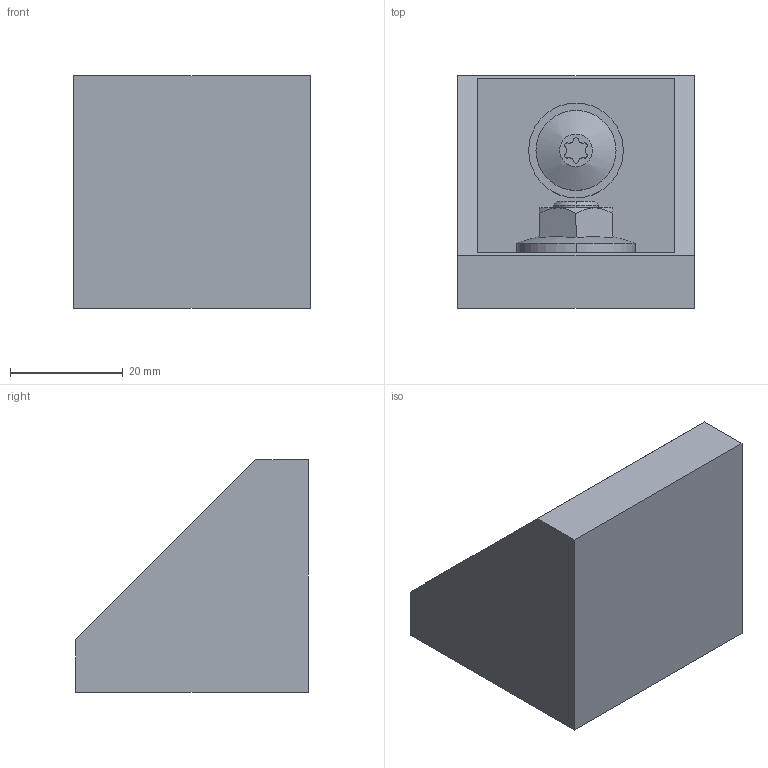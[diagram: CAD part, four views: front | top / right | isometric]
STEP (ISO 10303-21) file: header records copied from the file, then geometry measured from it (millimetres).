
FILE_DESCRIPTION (( 'STEP AP214' ), '1' );
FILE_NAME ('-62611002', '2019-02-04T09:38:03', ( '' ), ('JUGARD+KÜNSTNER GmbH'), 'SwSTEP 2.0', 'SolidWorks 2017', '' );
FILE_SCHEMA (( 'AUTOMOTIVE_DESIGN' ));
Length unit declared in the file: millimetre
Products named in the file (1): -62611002_CNAJF00
Bounding box: 42 x 41.3 x 41.3 mm (x, y, z)
Surface area: 10759.7 mm2 (no closed solid volume)
Topology: 0 solids, 1 shells, 57 faces, 150 edges, 98 vertices
Faces by surface type: cylinder 23, plane 22, cone 9, bspline 3
Entity records: 2078 total; most frequent: CARTESIAN_POINT 509, DIRECTION 310, ORIENTED_EDGE 287, EDGE_CURVE 150, AXIS2_PLACEMENT_3D 123, VERTEX_POINT 98, CIRCLE 68, EDGE_LOOP 64
